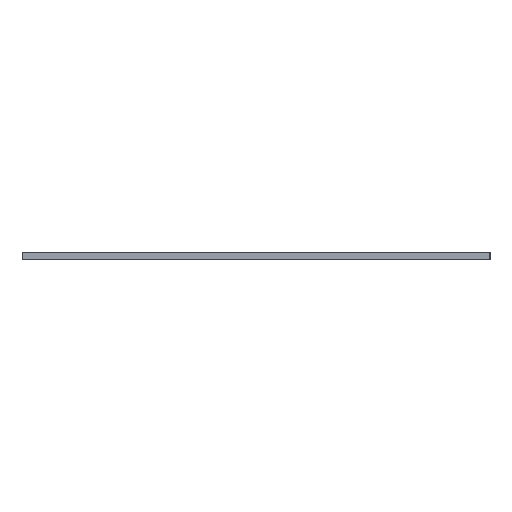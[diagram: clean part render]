
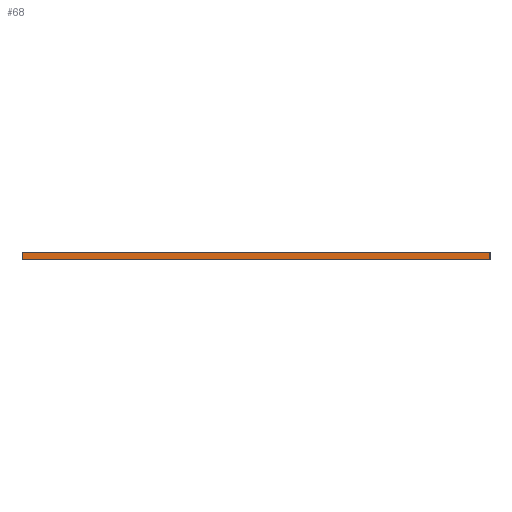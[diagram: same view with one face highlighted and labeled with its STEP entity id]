
A CAD part, front view. The second image highlights one B-rep face of the part: STEP entity #68.
In plain terms, the highlighted planar face has unit normal (0, -1, 0).
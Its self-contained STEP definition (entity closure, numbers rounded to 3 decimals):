
#32 = EDGE_CURVE('',#33,#35,#37,.T.);
#33 = VERTEX_POINT('',#34);
#34 = CARTESIAN_POINT('',(0.113,0.124,0.));
#35 = VERTEX_POINT('',#36);
#36 = CARTESIAN_POINT('',(0.113,0.124,1.6));
#37 = LINE('',#38,#39);
#38 = CARTESIAN_POINT('',(0.113,0.124,0.));
#39 = VECTOR('',#40,1.);
#40 = DIRECTION('',(0.,0.,1.));
#68 = ADVANCED_FACE('',(#69),#94,.T.);
#69 = FACE_BOUND('',#70,.T.);
#70 = EDGE_LOOP('',(#71,#81,#87,#88));
#71 = ORIENTED_EDGE('',*,*,#72,.T.);
#72 = EDGE_CURVE('',#73,#75,#77,.T.);
#73 = VERTEX_POINT('',#74);
#74 = CARTESIAN_POINT('',(99.949,0.14,0.));
#75 = VERTEX_POINT('',#76);
#76 = CARTESIAN_POINT('',(99.949,0.14,1.6));
#77 = LINE('',#78,#79);
#78 = CARTESIAN_POINT('',(99.949,0.14,0.));
#79 = VECTOR('',#80,1.);
#80 = DIRECTION('',(0.,0.,1.));
#81 = ORIENTED_EDGE('',*,*,#82,.T.);
#82 = EDGE_CURVE('',#75,#35,#83,.T.);
#83 = LINE('',#84,#85);
#84 = CARTESIAN_POINT('',(99.949,0.14,1.6));
#85 = VECTOR('',#86,1.);
#86 = DIRECTION('',(-1.,0.,0.));
#87 = ORIENTED_EDGE('',*,*,#32,.F.);
#88 = ORIENTED_EDGE('',*,*,#89,.F.);
#89 = EDGE_CURVE('',#73,#33,#90,.T.);
#90 = LINE('',#91,#92);
#91 = CARTESIAN_POINT('',(99.949,0.14,0.));
#92 = VECTOR('',#93,1.);
#93 = DIRECTION('',(-1.,0.,0.));
#94 = PLANE('',#95);
#95 = AXIS2_PLACEMENT_3D('',#96,#97,#98);
#96 = CARTESIAN_POINT('',(99.949,0.14,0.));
#97 = DIRECTION('',(0.,-1.,0.));
#98 = DIRECTION('',(-1.,0.,0.));
